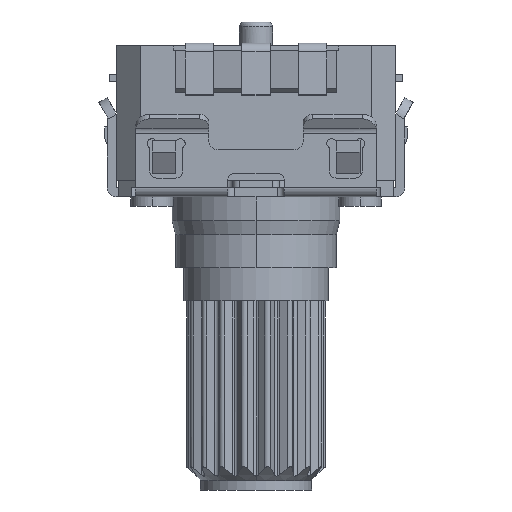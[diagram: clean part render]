
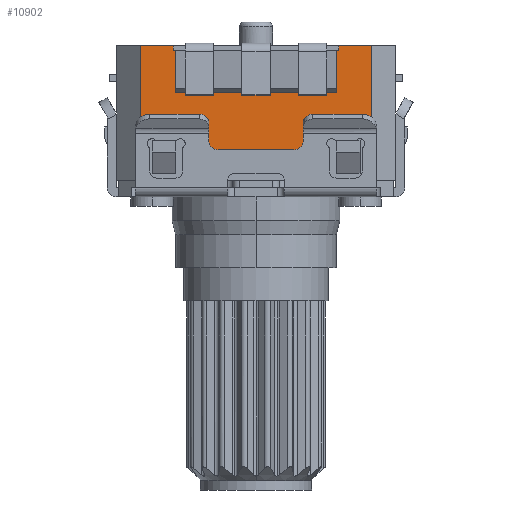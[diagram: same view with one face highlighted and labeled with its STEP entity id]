
A CAD part, front view. The second image highlights one B-rep face of the part: STEP entity #10902.
In plain terms, the highlighted planar face has unit normal (0, -1, 0).
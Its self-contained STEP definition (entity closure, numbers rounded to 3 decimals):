
#222 = VERTEX_POINT ( 'NONE', #26262 ) ;
#331 = CARTESIAN_POINT ( 'NONE',  ( -0.8, -2.95, 1.7 ) ) ;
#345 = VERTEX_POINT ( 'NONE', #716 ) ;
#716 = CARTESIAN_POINT ( 'NONE',  ( 1.75, -2.95, 3.7 ) ) ;
#944 = VERTEX_POINT ( 'NONE', #2278 ) ;
#970 = CARTESIAN_POINT ( 'NONE',  ( 1., -2.95, 1.7 ) ) ;
#1753 = CIRCLE ( 'NONE', #15426, 0.2 ) ;
#1957 = DIRECTION ( 'NONE',  ( 0., 0., 1. ) ) ;
#2099 = LINE ( 'NONE', #12135, #13920 ) ;
#2114 = EDGE_CURVE ( 'NONE', #17211, #22968, #24684, .T. ) ;
#2129 = CARTESIAN_POINT ( 'NONE',  ( -1., -2.95, 1.873 ) ) ;
#2152 = DIRECTION ( 'NONE',  ( 1., 0., 0. ) ) ;
#2278 = CARTESIAN_POINT ( 'NONE',  ( 1.7, -2.95, 2.7 ) ) ;
#2467 = CARTESIAN_POINT ( 'NONE',  ( 0.8, -2.95, 1.5 ) ) ;
#2870 = CARTESIAN_POINT ( 'NONE',  ( 0.8, -2.95, 1.7 ) ) ;
#2981 = ORIENTED_EDGE ( 'NONE', *, *, #19889, .F. ) ;
#3314 = CARTESIAN_POINT ( 'NONE',  ( -1.75, -2.95, 3.6 ) ) ;
#3335 = EDGE_LOOP ( 'NONE', ( #2981, #5211, #17244, #22642, #20196, #30357, #18107, #30775, #6369, #12601, #8183, #29252, #9974, #22084, #24484, #30139, #3342, #5380 ) ) ;
#3342 = ORIENTED_EDGE ( 'NONE', *, *, #32265, .T. ) ;
#3620 = LINE ( 'NONE', #27997, #8902 ) ;
#3926 = EDGE_CURVE ( 'NONE', #17211, #13057, #3620, .T. ) ;
#4622 = CARTESIAN_POINT ( 'NONE',  ( 2.45, -2.95, 3.7 ) ) ;
#5099 = DIRECTION ( 'NONE',  ( 0., 0., -1. ) ) ;
#5211 = ORIENTED_EDGE ( 'NONE', *, *, #16199, .F. ) ;
#5380 = ORIENTED_EDGE ( 'NONE', *, *, #11866, .F. ) ;
#5639 = LINE ( 'NONE', #3314, #12420 ) ;
#5696 = VERTEX_POINT ( 'NONE', #13269 ) ;
#6294 = LINE ( 'NONE', #26369, #9125 ) ;
#6369 = ORIENTED_EDGE ( 'NONE', *, *, #25320, .T. ) ;
#6530 = EDGE_CURVE ( 'NONE', #13057, #26899, #13143, .T. ) ;
#6671 = AXIS2_PLACEMENT_3D ( 'NONE', #14678, #7116, #2152 ) ;
#7116 = DIRECTION ( 'NONE',  ( 0., 1., 0. ) ) ;
#7722 = VERTEX_POINT ( 'NONE', #18768 ) ;
#8056 = VECTOR ( 'NONE', #5099, 1000. ) ;
#8183 = ORIENTED_EDGE ( 'NONE', *, *, #6530, .F. ) ;
#8600 = VERTEX_POINT ( 'NONE', #22552 ) ;
#8754 = EDGE_CURVE ( 'NONE', #17098, #22968, #30567, .T. ) ;
#8776 = VECTOR ( 'NONE', #26058, 1000. ) ;
#8902 = VECTOR ( 'NONE', #20753, 1000. ) ;
#9125 = VECTOR ( 'NONE', #13877, 1000. ) ;
#9255 = CARTESIAN_POINT ( 'NONE',  ( -1., -2.95, 1.873 ) ) ;
#9407 = DIRECTION ( 'NONE',  ( -1., 0., 0. ) ) ;
#9668 = VECTOR ( 'NONE', #11679, 1000. ) ;
#9851 = DIRECTION ( 'NONE',  ( 1., 0., 0. ) ) ;
#9974 = ORIENTED_EDGE ( 'NONE', *, *, #2114, .T. ) ;
#10236 = VECTOR ( 'NONE', #18020, 1000. ) ;
#10281 = DIRECTION ( 'NONE',  ( 1., 0., 0. ) ) ;
#10420 = DIRECTION ( 'NONE',  ( 1., 0., 0. ) ) ;
#10527 = EDGE_CURVE ( 'NONE', #17098, #25509, #20626, .T. ) ;
#10706 = VECTOR ( 'NONE', #30938, 1000. ) ;
#10902 = ADVANCED_FACE ( 'NONE', ( #12524 ), #12379, .F. ) ;
#11175 = DIRECTION ( 'NONE',  ( 0., 0., -1. ) ) ;
#11400 = LINE ( 'NONE', #16024, #8776 ) ;
#11679 = DIRECTION ( 'NONE',  ( 0., 0., -1. ) ) ;
#11866 = EDGE_CURVE ( 'NONE', #8600, #14054, #31498, .T. ) ;
#12135 = CARTESIAN_POINT ( 'NONE',  ( 1.75, -2.95, 3.6 ) ) ;
#12379 = PLANE ( 'NONE',  #6671 ) ;
#12420 = VECTOR ( 'NONE', #20451, 1000. ) ;
#12524 = FACE_OUTER_BOUND ( 'NONE', #3335, .T. ) ;
#12601 = ORIENTED_EDGE ( 'NONE', *, *, #23474, .F. ) ;
#12739 = VECTOR ( 'NONE', #29512, 1000. ) ;
#13057 = VERTEX_POINT ( 'NONE', #31695 ) ;
#13143 = LINE ( 'NONE', #16249, #29567 ) ;
#13269 = CARTESIAN_POINT ( 'NONE',  ( -1.7, -2.95, 3.6 ) ) ;
#13810 = VERTEX_POINT ( 'NONE', #17365 ) ;
#13877 = DIRECTION ( 'NONE',  ( -1., 0., 0. ) ) ;
#13920 = VECTOR ( 'NONE', #1957, 1000. ) ;
#14054 = VERTEX_POINT ( 'NONE', #19109 ) ;
#14506 = DIRECTION ( 'NONE',  ( 1., 0., 0. ) ) ;
#14678 = CARTESIAN_POINT ( 'NONE',  ( -1.8, -2.95, 0. ) ) ;
#15028 = EDGE_CURVE ( 'NONE', #22602, #25509, #1753, .T. ) ;
#15426 = AXIS2_PLACEMENT_3D ( 'NONE', #2870, #20332, #10281 ) ;
#16024 = CARTESIAN_POINT ( 'NONE',  ( 1., -2.95, 1.7 ) ) ;
#16199 = EDGE_CURVE ( 'NONE', #345, #17406, #20491, .T. ) ;
#16249 = CARTESIAN_POINT ( 'NONE',  ( -2.45, -2.95, 1.873 ) ) ;
#16562 = VECTOR ( 'NONE', #14506, 1000. ) ;
#17098 = VERTEX_POINT ( 'NONE', #31342 ) ;
#17195 = EDGE_CURVE ( 'NONE', #5696, #13810, #6294, .T. ) ;
#17211 = VERTEX_POINT ( 'NONE', #9255 ) ;
#17244 = ORIENTED_EDGE ( 'NONE', *, *, #20339, .F. ) ;
#17365 = CARTESIAN_POINT ( 'NONE',  ( -1.75, -2.95, 3.6 ) ) ;
#17406 = VERTEX_POINT ( 'NONE', #30970 ) ;
#18020 = DIRECTION ( 'NONE',  ( 1., 0., 0. ) ) ;
#18107 = ORIENTED_EDGE ( 'NONE', *, *, #19566, .T. ) ;
#18768 = CARTESIAN_POINT ( 'NONE',  ( 1.75, -2.95, 3.6 ) ) ;
#18844 = CARTESIAN_POINT ( 'NONE',  ( -1., -2.95, 1.7 ) ) ;
#18952 = LINE ( 'NONE', #21264, #20752 ) ;
#19109 = CARTESIAN_POINT ( 'NONE',  ( 1., -2.95, 1.873 ) ) ;
#19330 = CARTESIAN_POINT ( 'NONE',  ( -1.7, -2.95, 2.7 ) ) ;
#19566 = EDGE_CURVE ( 'NONE', #20335, #5696, #21779, .T. ) ;
#19889 = EDGE_CURVE ( 'NONE', #17406, #8600, #22070, .T. ) ;
#19895 = CARTESIAN_POINT ( 'NONE',  ( 1.7, -2.95, 3.6 ) ) ;
#20196 = ORIENTED_EDGE ( 'NONE', *, *, #22599, .F. ) ;
#20332 = DIRECTION ( 'NONE',  ( 0., 1., 0. ) ) ;
#20335 = VERTEX_POINT ( 'NONE', #26477 ) ;
#20339 = EDGE_CURVE ( 'NONE', #7722, #345, #2099, .T. ) ;
#20451 = DIRECTION ( 'NONE',  ( 0., 0., 1. ) ) ;
#20491 = LINE ( 'NONE', #30524, #10236 ) ;
#20535 = VECTOR ( 'NONE', #9407, 1000. ) ;
#20626 = LINE ( 'NONE', #23590, #27721 ) ;
#20752 = VECTOR ( 'NONE', #28985, 1000. ) ;
#20753 = DIRECTION ( 'NONE',  ( -1., 0., 0. ) ) ;
#20897 = CARTESIAN_POINT ( 'NONE',  ( 1.7, -2.95, 2.7 ) ) ;
#21165 = CARTESIAN_POINT ( 'NONE',  ( -1.75, -2.95, 3.7 ) ) ;
#21264 = CARTESIAN_POINT ( 'NONE',  ( -2.45, -2.95, 3.7 ) ) ;
#21734 = CARTESIAN_POINT ( 'NONE',  ( -1.7, -2.95, 2.7 ) ) ;
#21779 = LINE ( 'NONE', #19330, #12739 ) ;
#22070 = LINE ( 'NONE', #4622, #9668 ) ;
#22084 = ORIENTED_EDGE ( 'NONE', *, *, #8754, .F. ) ;
#22552 = CARTESIAN_POINT ( 'NONE',  ( 2.45, -2.95, 1.873 ) ) ;
#22599 = EDGE_CURVE ( 'NONE', #944, #222, #28801, .T. ) ;
#22602 = VERTEX_POINT ( 'NONE', #970 ) ;
#22642 = ORIENTED_EDGE ( 'NONE', *, *, #28057, .F. ) ;
#22968 = VERTEX_POINT ( 'NONE', #18844 ) ;
#23474 = EDGE_CURVE ( 'NONE', #26899, #24580, #18952, .T. ) ;
#23587 = EDGE_CURVE ( 'NONE', #20335, #944, #29155, .T. ) ;
#23590 = CARTESIAN_POINT ( 'NONE',  ( -0.8, -2.95, 1.5 ) ) ;
#23976 = DIRECTION ( 'NONE',  ( 0., 0., 1. ) ) ;
#24484 = ORIENTED_EDGE ( 'NONE', *, *, #10527, .T. ) ;
#24580 = VERTEX_POINT ( 'NONE', #21165 ) ;
#24684 = LINE ( 'NONE', #2129, #8056 ) ;
#24951 = VECTOR ( 'NONE', #9851, 1000. ) ;
#25320 = EDGE_CURVE ( 'NONE', #13810, #24580, #5639, .T. ) ;
#25509 = VERTEX_POINT ( 'NONE', #2467 ) ;
#26058 = DIRECTION ( 'NONE',  ( 0., 0., 1. ) ) ;
#26262 = CARTESIAN_POINT ( 'NONE',  ( 1.7, -2.95, 3.6 ) ) ;
#26369 = CARTESIAN_POINT ( 'NONE',  ( -1.7, -2.95, 3.6 ) ) ;
#26477 = CARTESIAN_POINT ( 'NONE',  ( -1.7, -2.95, 2.7 ) ) ;
#26555 = CARTESIAN_POINT ( 'NONE',  ( 2.45, -2.95, 1.873 ) ) ;
#26661 = CARTESIAN_POINT ( 'NONE',  ( -2.45, -2.95, 3.7 ) ) ;
#26667 = LINE ( 'NONE', #19895, #24951 ) ;
#26899 = VERTEX_POINT ( 'NONE', #26661 ) ;
#27721 = VECTOR ( 'NONE', #10420, 1000. ) ;
#27980 = DIRECTION ( 'NONE',  ( 0., 1., 0. ) ) ;
#27997 = CARTESIAN_POINT ( 'NONE',  ( -1., -2.95, 1.873 ) ) ;
#28057 = EDGE_CURVE ( 'NONE', #222, #7722, #26667, .T. ) ;
#28801 = LINE ( 'NONE', #20897, #10706 ) ;
#28985 = DIRECTION ( 'NONE',  ( 1., 0., 0. ) ) ;
#29155 = LINE ( 'NONE', #21734, #16562 ) ;
#29252 = ORIENTED_EDGE ( 'NONE', *, *, #3926, .F. ) ;
#29512 = DIRECTION ( 'NONE',  ( 0., 0., 1. ) ) ;
#29567 = VECTOR ( 'NONE', #23976, 1000. ) ;
#30030 = AXIS2_PLACEMENT_3D ( 'NONE', #331, #27980, #11175 ) ;
#30139 = ORIENTED_EDGE ( 'NONE', *, *, #15028, .F. ) ;
#30357 = ORIENTED_EDGE ( 'NONE', *, *, #23587, .F. ) ;
#30524 = CARTESIAN_POINT ( 'NONE',  ( 1.75, -2.95, 3.7 ) ) ;
#30567 = CIRCLE ( 'NONE', #30030, 0.2 ) ;
#30775 = ORIENTED_EDGE ( 'NONE', *, *, #17195, .T. ) ;
#30938 = DIRECTION ( 'NONE',  ( 0., 0., 1. ) ) ;
#30970 = CARTESIAN_POINT ( 'NONE',  ( 2.45, -2.95, 3.7 ) ) ;
#31342 = CARTESIAN_POINT ( 'NONE',  ( -0.8, -2.95, 1.5 ) ) ;
#31498 = LINE ( 'NONE', #26555, #20535 ) ;
#31695 = CARTESIAN_POINT ( 'NONE',  ( -2.45, -2.95, 1.873 ) ) ;
#32265 = EDGE_CURVE ( 'NONE', #22602, #14054, #11400, .T. ) ;
